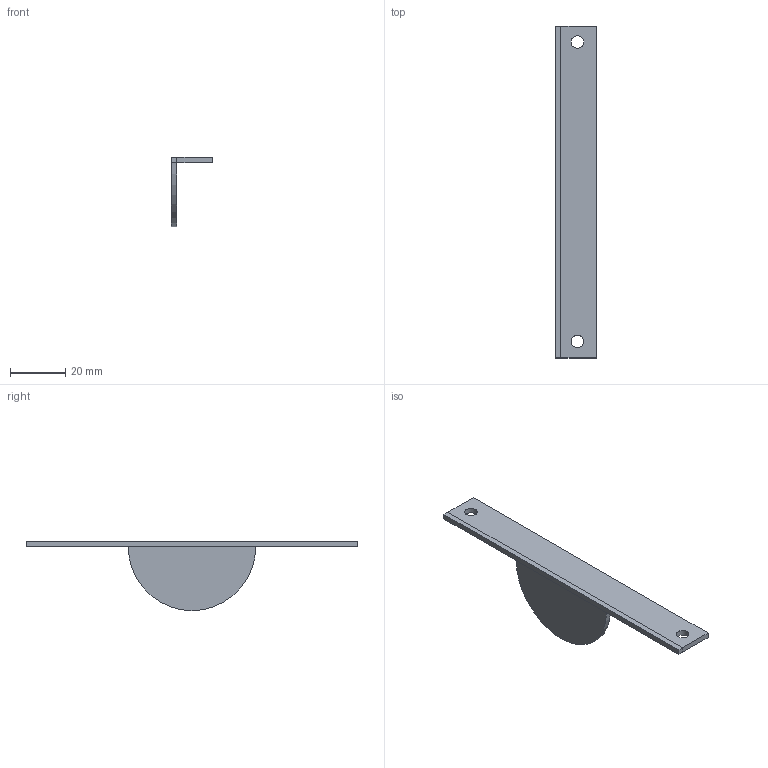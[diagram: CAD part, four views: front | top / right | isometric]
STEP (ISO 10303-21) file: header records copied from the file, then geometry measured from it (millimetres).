
FILE_DESCRIPTION(('FreeCAD Model'),'2;1');
FILE_NAME('teil.step', '2020-06-14T18:36:37',('Author'),(''), 'Open CASCADE STEP processor 7.3','FreeCAD','Unknown');
FILE_SCHEMA(('AUTOMOTIVE_DESIGN { 1 0 10303 214 1 1 1 1 }'));
Length unit declared in the file: millimetre
Products named in the file (1): Body005
Bounding box: 15 x 120 x 25.05 mm (x, y, z)
Volume: 5205.6 mm3; surface area: 5854.7 mm2
Topology: 1 solids, 1 shells, 16 faces, 34 edges, 20 vertices
Faces by surface type: plane 13, cylinder 3
Full cylindrical faces by diameter (mm): 4.5 x2
Entity records: 449 total; most frequent: DIRECTION 74, CARTESIAN_POINT 71, ORIENTED_EDGE 68, EDGE_CURVE 34, LINE 28, VECTOR 28, AXIS2_PLACEMENT_3D 23, FACE_BOUND 20
